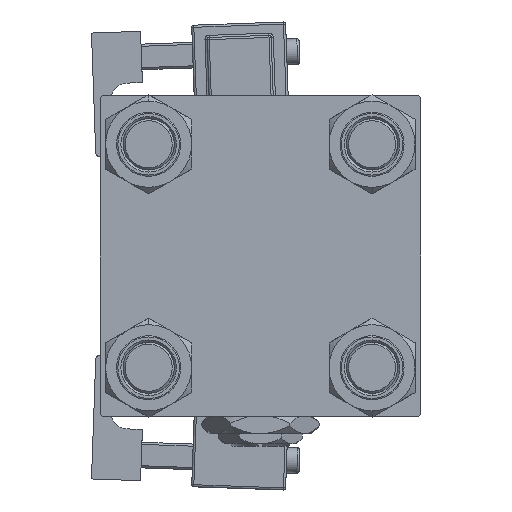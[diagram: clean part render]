
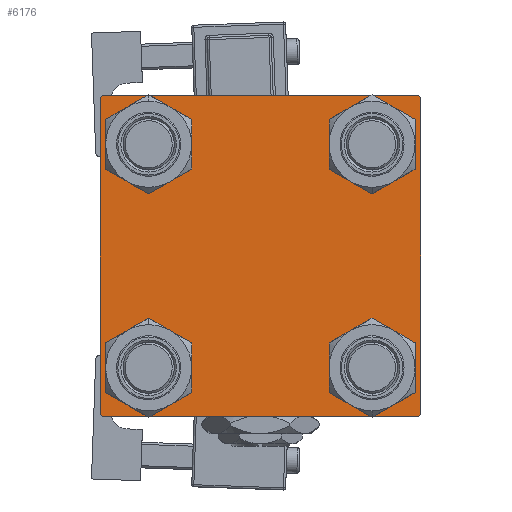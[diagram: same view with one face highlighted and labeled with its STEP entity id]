
A CAD part, left-side view. The second image highlights one B-rep face of the part: STEP entity #6176.
In plain terms, the highlighted planar face has unit normal (-1, 0, 0).
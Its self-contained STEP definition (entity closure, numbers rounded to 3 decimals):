
#35 = VERTEX_POINT ( 'NONE', #17153 ) ;
#387 = CARTESIAN_POINT ( 'NONE',  ( 0., -26.15, -32.65 ) ) ;
#428 = DIRECTION ( 'NONE',  ( 0., 0., 1. ) ) ;
#984 = CARTESIAN_POINT ( 'NONE',  ( 0., 37.5, -37.5 ) ) ;
#1427 = DIRECTION ( 'NONE',  ( 0., 0., 1. ) ) ;
#1495 = DIRECTION ( 'NONE',  ( 0., -0.707, -0.707 ) ) ;
#1718 = EDGE_CURVE ( 'NONE', #18775, #35092, #8474, .T. ) ;
#1856 = CARTESIAN_POINT ( 'NONE',  ( 0., -26.15, 32.65 ) ) ;
#1993 = CARTESIAN_POINT ( 'NONE',  ( 0., 37.5, 37.5 ) ) ;
#2687 = EDGE_CURVE ( 'NONE', #27505, #5903, #43953, .T. ) ;
#2700 = CIRCLE ( 'NONE', #41788, 6.5 ) ;
#2926 = VERTEX_POINT ( 'NONE', #44446 ) ;
#3340 = ORIENTED_EDGE ( 'NONE', *, *, #47909, .T. ) ;
#4441 = DIRECTION ( 'NONE',  ( 0., -1., 0. ) ) ;
#5182 = CARTESIAN_POINT ( 'NONE',  ( 0., -26.15, -26.15 ) ) ;
#5256 = ORIENTED_EDGE ( 'NONE', *, *, #51185, .T. ) ;
#5511 = EDGE_CURVE ( 'NONE', #53665, #34122, #12295, .T. ) ;
#5903 = VERTEX_POINT ( 'NONE', #35055 ) ;
#6176 = ADVANCED_FACE ( 'NONE', ( #16260, #11705, #41861, #7156, #54947 ), #7433, .T. ) ;
#6695 = CARTESIAN_POINT ( 'NONE',  ( 0., -37.25, -37.25 ) ) ;
#7100 = VECTOR ( 'NONE', #35862, 1000. ) ;
#7156 = FACE_BOUND ( 'NONE', #7912, .T. ) ;
#7433 = PLANE ( 'NONE',  #48520 ) ;
#7441 = EDGE_LOOP ( 'NONE', ( #34541, #31651 ) ) ;
#7912 = EDGE_LOOP ( 'NONE', ( #23457, #5256 ) ) ;
#8097 = VERTEX_POINT ( 'NONE', #1856 ) ;
#8474 = CIRCLE ( 'NONE', #53023, 6.5 ) ;
#8679 = ORIENTED_EDGE ( 'NONE', *, *, #50135, .T. ) ;
#9234 = DIRECTION ( 'NONE',  ( 0., 0., 1. ) ) ;
#9330 = CARTESIAN_POINT ( 'NONE',  ( 0., -37.25, 37.25 ) ) ;
#9408 = ORIENTED_EDGE ( 'NONE', *, *, #5511, .T. ) ;
#9425 = LINE ( 'NONE', #18806, #7100 ) ;
#9515 = CARTESIAN_POINT ( 'NONE',  ( 0., 26.15, -26.15 ) ) ;
#9579 = VERTEX_POINT ( 'NONE', #38482 ) ;
#9658 = AXIS2_PLACEMENT_3D ( 'NONE', #26298, #38279, #428 ) ;
#9792 = DIRECTION ( 'NONE',  ( 1., 0., 0. ) ) ;
#9959 = VERTEX_POINT ( 'NONE', #45967 ) ;
#9964 = ORIENTED_EDGE ( 'NONE', *, *, #15645, .T. ) ;
#10024 = EDGE_CURVE ( 'NONE', #16084, #41671, #27507, .T. ) ;
#10129 = DIRECTION ( 'NONE',  ( 1., 0., 0. ) ) ;
#11541 = DIRECTION ( 'NONE',  ( 0., 0., 1. ) ) ;
#11705 = FACE_BOUND ( 'NONE', #53171, .T. ) ;
#11930 = ORIENTED_EDGE ( 'NONE', *, *, #30071, .T. ) ;
#12295 = CIRCLE ( 'NONE', #34983, 6.5 ) ;
#12476 = CIRCLE ( 'NONE', #41528, 6.5 ) ;
#12888 = DIRECTION ( 'NONE',  ( 0., 0., 1. ) ) ;
#14066 = DIRECTION ( 'NONE',  ( 0., 0., 1. ) ) ;
#14368 = CARTESIAN_POINT ( 'NONE',  ( 0., -26.15, 19.65 ) ) ;
#14398 = CIRCLE ( 'NONE', #39875, 6.5 ) ;
#15645 = EDGE_CURVE ( 'NONE', #2926, #27505, #23400, .T. ) ;
#15724 = CARTESIAN_POINT ( 'NONE',  ( 0., 26.15, -19.65 ) ) ;
#16084 = VERTEX_POINT ( 'NONE', #38897 ) ;
#16260 = FACE_BOUND ( 'NONE', #39143, .T. ) ;
#16535 = CARTESIAN_POINT ( 'NONE',  ( 0., 0., 0. ) ) ;
#17153 = CARTESIAN_POINT ( 'NONE',  ( 0., -37.5, 37. ) ) ;
#17164 = DIRECTION ( 'NONE',  ( 0., 0., -1. ) ) ;
#17773 = EDGE_CURVE ( 'NONE', #34122, #53665, #51397, .T. ) ;
#18775 = VERTEX_POINT ( 'NONE', #15724 ) ;
#18806 = CARTESIAN_POINT ( 'NONE',  ( 0., 37.5, 37.5 ) ) ;
#20795 = DIRECTION ( 'NONE',  ( 0., 0., 1. ) ) ;
#20840 = CARTESIAN_POINT ( 'NONE',  ( 0., 26.15, 26.15 ) ) ;
#22324 = DIRECTION ( 'NONE',  ( 1., 0., 0. ) ) ;
#23257 = DIRECTION ( 'NONE',  ( 0., 0.707, 0.707 ) ) ;
#23400 = LINE ( 'NONE', #31919, #39492 ) ;
#23457 = ORIENTED_EDGE ( 'NONE', *, *, #10024, .T. ) ;
#24860 = VECTOR ( 'NONE', #4441, 1000. ) ;
#24916 = ORIENTED_EDGE ( 'NONE', *, *, #45081, .T. ) ;
#25598 = DIRECTION ( 'NONE',  ( 0., 0., 1. ) ) ;
#26298 = CARTESIAN_POINT ( 'NONE',  ( 0., 26.15, -26.15 ) ) ;
#27505 = VERTEX_POINT ( 'NONE', #48435 ) ;
#27507 = CIRCLE ( 'NONE', #49347, 6.5 ) ;
#27826 = CIRCLE ( 'NONE', #9658, 6.5 ) ;
#30071 = EDGE_CURVE ( 'NONE', #8097, #34350, #2700, .T. ) ;
#30502 = LINE ( 'NONE', #39339, #46115 ) ;
#31628 = CARTESIAN_POINT ( 'NONE',  ( 0., 26.15, -32.65 ) ) ;
#31651 = ORIENTED_EDGE ( 'NONE', *, *, #45941, .T. ) ;
#31919 = CARTESIAN_POINT ( 'NONE',  ( 0., 37.25, -37.25 ) ) ;
#32200 = ORIENTED_EDGE ( 'NONE', *, *, #52090, .F. ) ;
#32321 = EDGE_LOOP ( 'NONE', ( #8679, #9964, #53610, #24916, #32200, #46288, #49635, #35009 ) ) ;
#34122 = VERTEX_POINT ( 'NONE', #34860 ) ;
#34350 = VERTEX_POINT ( 'NONE', #14368 ) ;
#34541 = ORIENTED_EDGE ( 'NONE', *, *, #1718, .T. ) ;
#34677 = DIRECTION ( 'NONE',  ( 1., 0., 0. ) ) ;
#34860 = CARTESIAN_POINT ( 'NONE',  ( 0., -26.15, -19.65 ) ) ;
#34983 = AXIS2_PLACEMENT_3D ( 'NONE', #53053, #22324, #9234 ) ;
#35009 = ORIENTED_EDGE ( 'NONE', *, *, #36271, .T. ) ;
#35055 = CARTESIAN_POINT ( 'NONE',  ( 0., -37., -37.5 ) ) ;
#35092 = VERTEX_POINT ( 'NONE', #31628 ) ;
#35646 = CARTESIAN_POINT ( 'NONE',  ( 0., 37., 37.5 ) ) ;
#35862 = DIRECTION ( 'NONE',  ( 0., 0., -1. ) ) ;
#36271 = EDGE_CURVE ( 'NONE', #50983, #46206, #39120, .T. ) ;
#38279 = DIRECTION ( 'NONE',  ( 1., 0., 0. ) ) ;
#38482 = CARTESIAN_POINT ( 'NONE',  ( 0., -37., 37.5 ) ) ;
#38897 = CARTESIAN_POINT ( 'NONE',  ( 0., 26.15, 32.65 ) ) ;
#39120 = LINE ( 'NONE', #51367, #41217 ) ;
#39143 = EDGE_LOOP ( 'NONE', ( #11930, #3340 ) ) ;
#39339 = CARTESIAN_POINT ( 'NONE',  ( 0., -37.5, 37.5 ) ) ;
#39492 = VECTOR ( 'NONE', #1495, 1000. ) ;
#39875 = AXIS2_PLACEMENT_3D ( 'NONE', #20840, #52153, #12888 ) ;
#40973 = DIRECTION ( 'NONE',  ( 1., 0., 0. ) ) ;
#41217 = VECTOR ( 'NONE', #55338, 1000. ) ;
#41528 = AXIS2_PLACEMENT_3D ( 'NONE', #44668, #40973, #1427 ) ;
#41671 = VERTEX_POINT ( 'NONE', #52219 ) ;
#41788 = AXIS2_PLACEMENT_3D ( 'NONE', #55762, #34677, #25598 ) ;
#41861 = FACE_BOUND ( 'NONE', #7441, .T. ) ;
#42447 = VECTOR ( 'NONE', #23257, 1000. ) ;
#43604 = DIRECTION ( 'NONE',  ( 1., 0., 0. ) ) ;
#43764 = LINE ( 'NONE', #9330, #42447 ) ;
#43953 = LINE ( 'NONE', #984, #24860 ) ;
#44446 = CARTESIAN_POINT ( 'NONE',  ( 0., 37.5, -37. ) ) ;
#44668 = CARTESIAN_POINT ( 'NONE',  ( 0., -26.15, 26.15 ) ) ;
#45081 = EDGE_CURVE ( 'NONE', #5903, #9959, #45952, .T. ) ;
#45941 = EDGE_CURVE ( 'NONE', #35092, #18775, #27826, .T. ) ;
#45952 = LINE ( 'NONE', #6695, #46853 ) ;
#45967 = CARTESIAN_POINT ( 'NONE',  ( 0., -37.5, -37. ) ) ;
#46115 = VECTOR ( 'NONE', #17164, 1000. ) ;
#46206 = VERTEX_POINT ( 'NONE', #47042 ) ;
#46288 = ORIENTED_EDGE ( 'NONE', *, *, #46996, .T. ) ;
#46853 = VECTOR ( 'NONE', #54204, 1000. ) ;
#46996 = EDGE_CURVE ( 'NONE', #35, #9579, #43764, .T. ) ;
#47042 = CARTESIAN_POINT ( 'NONE',  ( 0., 37.5, 37. ) ) ;
#47909 = EDGE_CURVE ( 'NONE', #34350, #8097, #12476, .T. ) ;
#48426 = DIRECTION ( 'NONE',  ( 0., 0., 1. ) ) ;
#48435 = CARTESIAN_POINT ( 'NONE',  ( 0., 37., -37.5 ) ) ;
#48520 = AXIS2_PLACEMENT_3D ( 'NONE', #16535, #50685, #20795 ) ;
#48614 = AXIS2_PLACEMENT_3D ( 'NONE', #5182, #43604, #48426 ) ;
#48913 = EDGE_CURVE ( 'NONE', #50983, #9579, #50086, .T. ) ;
#49347 = AXIS2_PLACEMENT_3D ( 'NONE', #50238, #10129, #11541 ) ;
#49635 = ORIENTED_EDGE ( 'NONE', *, *, #48913, .F. ) ;
#49804 = DIRECTION ( 'NONE',  ( 0., -1., 0. ) ) ;
#50086 = LINE ( 'NONE', #1993, #55228 ) ;
#50135 = EDGE_CURVE ( 'NONE', #46206, #2926, #9425, .T. ) ;
#50238 = CARTESIAN_POINT ( 'NONE',  ( 0., 26.15, 26.15 ) ) ;
#50685 = DIRECTION ( 'NONE',  ( -1., 0., 0. ) ) ;
#50983 = VERTEX_POINT ( 'NONE', #35646 ) ;
#51185 = EDGE_CURVE ( 'NONE', #41671, #16084, #14398, .T. ) ;
#51367 = CARTESIAN_POINT ( 'NONE',  ( 0., 37.25, 37.25 ) ) ;
#51397 = CIRCLE ( 'NONE', #48614, 6.5 ) ;
#52090 = EDGE_CURVE ( 'NONE', #35, #9959, #30502, .T. ) ;
#52153 = DIRECTION ( 'NONE',  ( 1., 0., 0. ) ) ;
#52219 = CARTESIAN_POINT ( 'NONE',  ( 0., 26.15, 19.65 ) ) ;
#52782 = ORIENTED_EDGE ( 'NONE', *, *, #17773, .T. ) ;
#53023 = AXIS2_PLACEMENT_3D ( 'NONE', #9515, #9792, #14066 ) ;
#53053 = CARTESIAN_POINT ( 'NONE',  ( 0., -26.15, -26.15 ) ) ;
#53171 = EDGE_LOOP ( 'NONE', ( #52782, #9408 ) ) ;
#53610 = ORIENTED_EDGE ( 'NONE', *, *, #2687, .T. ) ;
#53665 = VERTEX_POINT ( 'NONE', #387 ) ;
#54204 = DIRECTION ( 'NONE',  ( 0., -0.707, 0.707 ) ) ;
#54947 = FACE_OUTER_BOUND ( 'NONE', #32321, .T. ) ;
#55228 = VECTOR ( 'NONE', #49804, 1000. ) ;
#55338 = DIRECTION ( 'NONE',  ( 0., 0.707, -0.707 ) ) ;
#55762 = CARTESIAN_POINT ( 'NONE',  ( 0., -26.15, 26.15 ) ) ;
